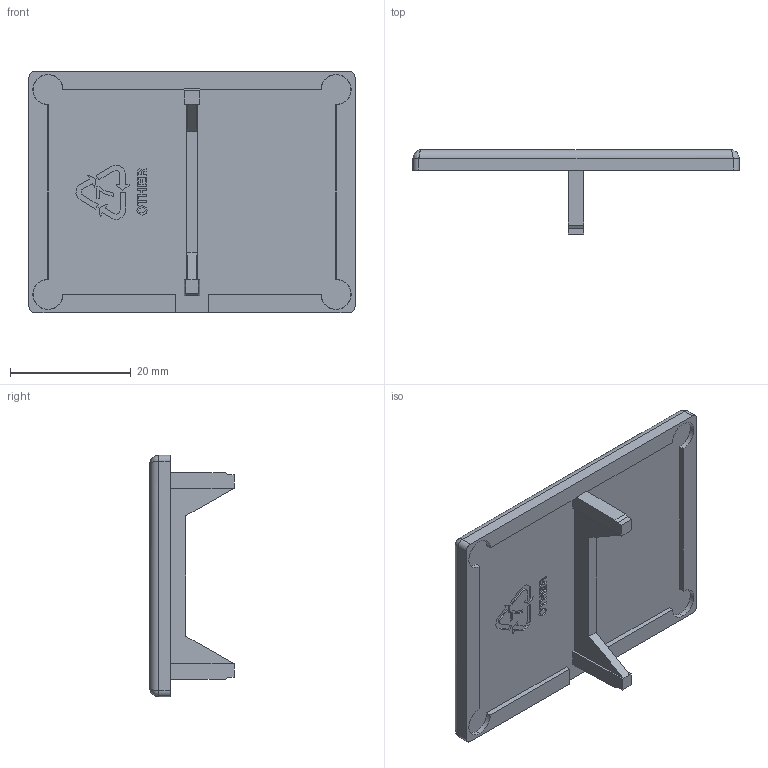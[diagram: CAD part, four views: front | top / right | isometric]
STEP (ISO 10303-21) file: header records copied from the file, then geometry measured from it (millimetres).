
FILE_DESCRIPTION (( 'STEP AP214' ), '1' );
FILE_NAME ('084.206.010.STEP', '2021-02-05T10:43:36', ( '' ), ( '' ), 'SwSTEP 2.0', 'SolidWorks 2018', '' );
FILE_SCHEMA (( 'AUTOMOTIVE_DESIGN' ));
Length unit declared in the file: millimetre
Products named in the file (1): 084.206.010
Bounding box: 54 x 14 x 40 mm (x, y, z)
Volume: 6258.5 mm3; surface area: 5467.5 mm2
Topology: 1 solids, 1 shells, 225 faces, 620 edges, 404 vertices
Faces by surface type: plane 201, cone 12, cylinder 8, bspline 4
Entity records: 7360 total; most frequent: CARTESIAN_POINT 1642, ORIENTED_EDGE 1232, DIRECTION 1072, EDGE_CURVE 616, LINE 572, VECTOR 572, VERTEX_POINT 404, AXIS2_PLACEMENT_3D 250
